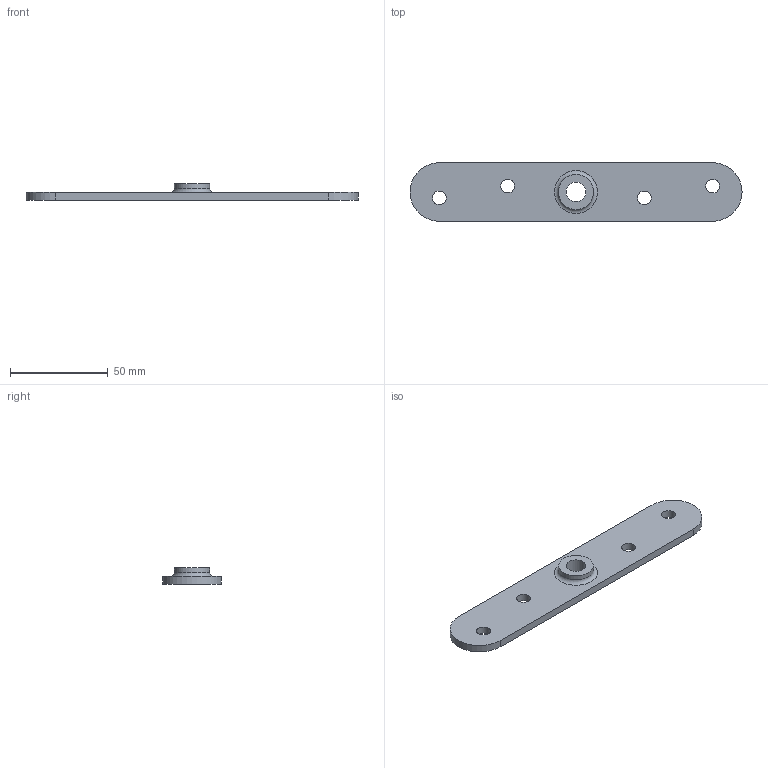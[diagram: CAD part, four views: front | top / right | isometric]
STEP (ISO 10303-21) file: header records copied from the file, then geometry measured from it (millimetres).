
FILE_DESCRIPTION(/* description */ (''),/* implementation_level */ '2;1');
FILE_NAME(/* name */ '56XA2.stp',/* time_stamp */ '2019-08-23T08:24:59+02:00',/* author */ ('marc'),/* organization */ (''),/* preprocessor_version */ 'ST-DEVELOPER v17.2',/* originating_system */ 'Autodesk Inventor 2019',/* authorisation */ '');
FILE_SCHEMA (('AUTOMOTIVE_DESIGN { 1 0 10303 214 3 1 1 }'));
Length unit declared in the file: millimetre
Products named in the file (1): 56XA2
Bounding box: 170 x 30 x 8.5 mm (x, y, z)
Volume: 19506.4 mm3; surface area: 11798.5 mm2
Topology: 1 solids, 1 shells, 147 faces, 388 edges, 260 vertices
Faces by surface type: plane 87, bspline 39, cylinder 20, torus 1
Full cylindrical faces by diameter (mm): 1.15 x1, 1.249 x1, 7 x4, 10.106 x1, 18 x1
Entity records: 4847 total; most frequent: CARTESIAN_POINT 1354, ORIENTED_EDGE 776, DIRECTION 575, EDGE_CURVE 388, LINE 263, VECTOR 263, VERTEX_POINT 260, EDGE_LOOP 174
